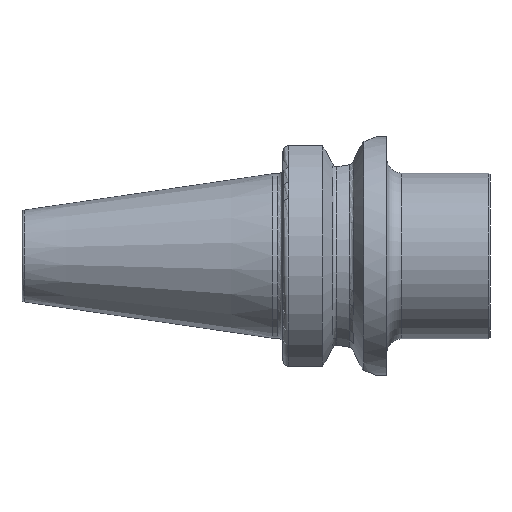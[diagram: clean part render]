
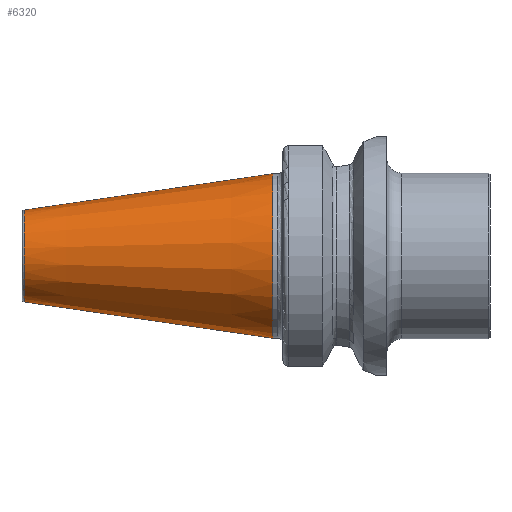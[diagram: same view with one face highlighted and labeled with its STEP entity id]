
A CAD part, front view. The second image highlights one B-rep face of the part: STEP entity #6320.
In plain terms, the highlighted conical face has half-angle 8.297 degrees and reference radius 15.875 mm.
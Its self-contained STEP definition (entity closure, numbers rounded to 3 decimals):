
#343 = ORIENTED_EDGE ( 'NONE', *, *, #617, .F. ) ;
#536 = AXIS2_PLACEMENT_3D ( 'NONE', #5259, #2422, #4402 ) ;
#546 = EDGE_CURVE ( 'NONE', #769, #4877, #6276, .T. ) ;
#617 = EDGE_CURVE ( 'NONE', #4877, #2314, #2059, .T. ) ;
#727 = VECTOR ( 'NONE', #748, 1000. ) ;
#734 = EDGE_CURVE ( 'NONE', #769, #5395, #2920, .T. ) ;
#748 = DIRECTION ( 'NONE',  ( 0.99, 0., 0.144 ) ) ;
#769 = VERTEX_POINT ( 'NONE', #6091 ) ;
#920 = DIRECTION ( 'NONE',  ( -1., 0., 0. ) ) ;
#925 = AXIS2_PLACEMENT_3D ( 'NONE', #1443, #920, #5241 ) ;
#1443 = CARTESIAN_POINT ( 'NONE',  ( -47.972, 0., 0. ) ) ;
#1549 = CARTESIAN_POINT ( 'NONE',  ( 0., 0., 15.875 ) ) ;
#1565 = CIRCLE ( 'NONE', #1959, 15.875 ) ;
#1800 = CARTESIAN_POINT ( 'NONE',  ( 0., 0., -15.875 ) ) ;
#1959 = AXIS2_PLACEMENT_3D ( 'NONE', #4972, #5010, #4986 ) ;
#2059 = LINE ( 'NONE', #1549, #727 ) ;
#2084 = EDGE_CURVE ( 'NONE', #5395, #2314, #1565, .T. ) ;
#2314 = VERTEX_POINT ( 'NONE', #3138 ) ;
#2422 = DIRECTION ( 'NONE',  ( 1., 0., 0. ) ) ;
#2920 = LINE ( 'NONE', #4291, #4875 ) ;
#3138 = CARTESIAN_POINT ( 'NONE',  ( 0., 0., 15.875 ) ) ;
#3289 = FACE_OUTER_BOUND ( 'NONE', #5476, .T. ) ;
#3846 = ORIENTED_EDGE ( 'NONE', *, *, #734, .T. ) ;
#4288 = CARTESIAN_POINT ( 'NONE',  ( -47.972, 0., 8.879 ) ) ;
#4291 = CARTESIAN_POINT ( 'NONE',  ( 0., 0., -15.875 ) ) ;
#4402 = DIRECTION ( 'NONE',  ( 0., 0., -1. ) ) ;
#4477 = CONICAL_SURFACE ( 'NONE', #536, 15.875, 0.145 ) ;
#4652 = DIRECTION ( 'NONE',  ( 0.99, 0., -0.144 ) ) ;
#4875 = VECTOR ( 'NONE', #4652, 1000. ) ;
#4877 = VERTEX_POINT ( 'NONE', #4288 ) ;
#4972 = CARTESIAN_POINT ( 'NONE',  ( 0., 0., 0. ) ) ;
#4986 = DIRECTION ( 'NONE',  ( 0., 0., 1. ) ) ;
#5010 = DIRECTION ( 'NONE',  ( -1., 0., 0. ) ) ;
#5241 = DIRECTION ( 'NONE',  ( 0., 0., 1. ) ) ;
#5259 = CARTESIAN_POINT ( 'NONE',  ( 0., 0., 0. ) ) ;
#5307 = ORIENTED_EDGE ( 'NONE', *, *, #546, .F. ) ;
#5395 = VERTEX_POINT ( 'NONE', #1800 ) ;
#5476 = EDGE_LOOP ( 'NONE', ( #343, #5307, #3846, #6088 ) ) ;
#6088 = ORIENTED_EDGE ( 'NONE', *, *, #2084, .T. ) ;
#6091 = CARTESIAN_POINT ( 'NONE',  ( -47.972, 0., -8.879 ) ) ;
#6276 = CIRCLE ( 'NONE', #925, 8.879 ) ;
#6320 = ADVANCED_FACE ( 'NONE', ( #3289 ), #4477, .T. ) ;
